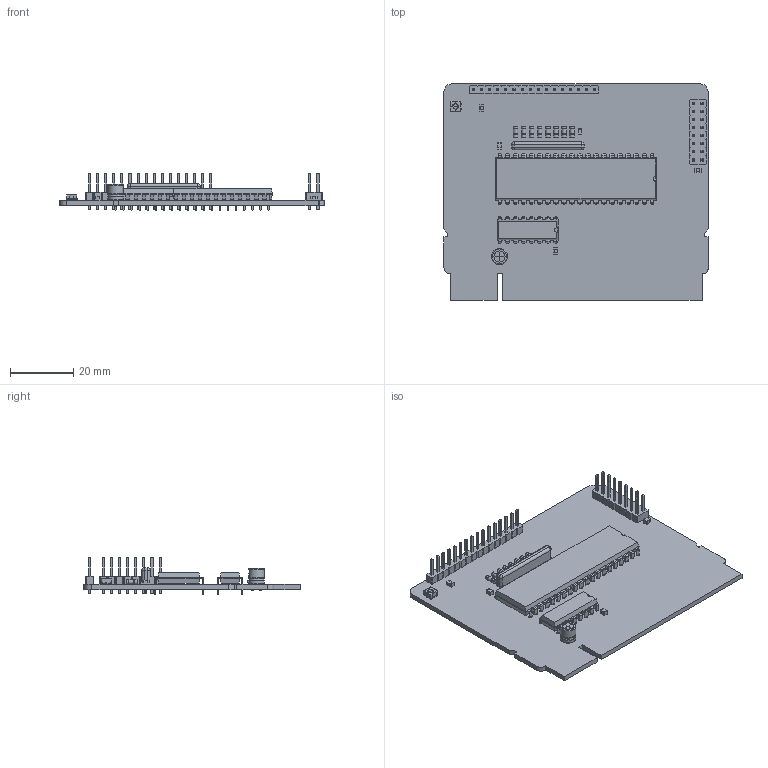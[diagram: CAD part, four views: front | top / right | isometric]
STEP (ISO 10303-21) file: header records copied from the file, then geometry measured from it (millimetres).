
FILE_DESCRIPTION(('KiCad electronic assembly'),'2;1');
FILE_NAME('LCD_IRQ.step','2024-07-24T23:16:34',('Pcbnew'),('Kicad'), 'Open CASCADE STEP processor 7.6','KiCad to STEP converter','Unknown' );
FILE_SCHEMA(('AUTOMOTIVE_DESIGN { 1 0 10303 214 1 1 1 1 }'));
Length unit declared in the file: millimetre
Products named in the file (22): LCD_IRQ 1; Potentiometer_Bourns_3314J_Vertical; R_0805_2012Metric; D_MiniMELF; D_MiniMELF_Standard; C_0805_2012Metric; PinHeader_2x08_P2.54mm_Vertical; PinHeader_2x08_P254mm_Vertical; DIP-40_W15.24mm; CP_Radial_D5.0mm_P2.50mm; CP_Radial_D50mm_P250mm; PinHeader_1x16_P2.54mm_Vertical; PinHeader_1x16_P254mm_Vertical; DIP-16_W7.62mm; R_Array_SIP9; LCD_IRQ_PCB
Assembly tree (31 placements, depth 3):
  LCD_IRQ 1
    Potentiometer_Bourns_3314J_Vertical
      Potentiometer_Bourns_3314J_Vertical
    R_0805_2012Metric
      R_0805_2012Metric
    D_MiniMELF  x8
      D_MiniMELF_Standard
    C_0805_2012Metric  x4
      C_0805_2012Metric
    PinHeader_2x08_P2.54mm_Vertical
      PinHeader_2x08_P254mm_Vertical
    DIP-40_W15.24mm
      DIP-40_W15.24mm
    CP_Radial_D5.0mm_P2.50mm
      CP_Radial_D50mm_P250mm
    PinHeader_1x16_P2.54mm_Vertical
      PinHeader_1x16_P254mm_Vertical
    DIP-16_W7.62mm
      DIP-16_W7.62mm
    R_Array_SIP9
      R_Array_SIP9
    LCD_IRQ_PCB
Bounding box: 83.31 x 68.2 x 11.84 mm (x, y, z)
Volume: 12640.5 mm3; surface area: 17218.7 mm2
Topology: 21 solids, 22 shells, 2387 faces, 6028 edges, 3801 vertices
Faces by surface type: plane 1780, cylinder 341, bspline 235, revolution 21, sphere 8, torus 2
Full cylindrical faces by diameter (mm): 0.5 x2, 0.8 x67, 1 x33, 1.35 x16, 1.4 x24
Entity records: 81721 total; most frequent: CARTESIAN_POINT 14060, ORIENTED_EDGE 11334, DIRECTION 9842, EDGE_CURVE 5667, LINE 4681, VECTOR 4681, VERTEX_POINT 3573, AXIS2_PLACEMENT_3D 2577
